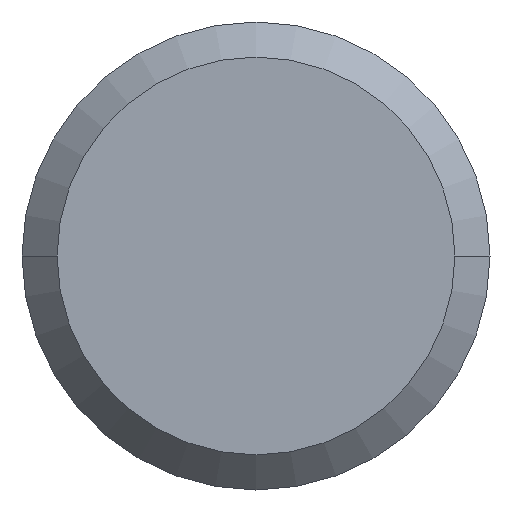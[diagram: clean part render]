
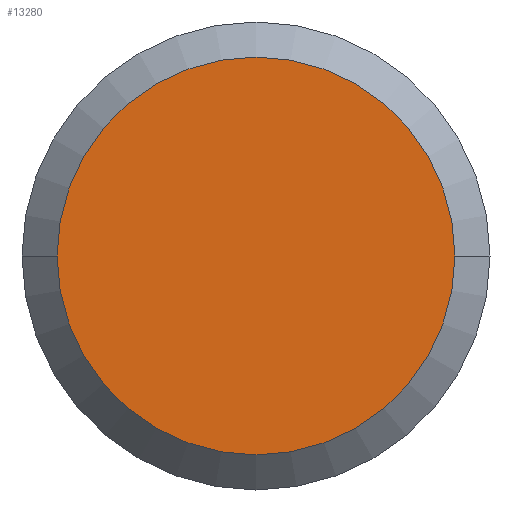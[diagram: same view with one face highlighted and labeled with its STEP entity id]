
A CAD part, front view. The second image highlights one B-rep face of the part: STEP entity #13280.
In plain terms, the highlighted planar face has unit normal (0, -1, 0).
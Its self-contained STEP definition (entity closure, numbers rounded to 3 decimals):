
#13080=CARTESIAN_POINT('',(62.626,-5878.908,0.));
#13090=DIRECTION('',(-0.,-1.,-0.));
#13100=DIRECTION('',(-1.,0.,0.));
#13110=AXIS2_PLACEMENT_3D('',#13080,#13090,#13100);
#13120=PLANE('',#13110);
#13130=CARTESIAN_POINT('',(51.026,-5878.908,0.));
#13140=DIRECTION('',(0.,1.,0.));
#13150=DIRECTION('',(1.,0.,0.));
#13160=AXIS2_PLACEMENT_3D('',#13130,#13140,#13150);
#13170=CIRCLE('',#13160,17.);
#13180=CARTESIAN_POINT('',(68.026,-5878.908,0.));
#13190=VERTEX_POINT('',#13180);
#13200=CARTESIAN_POINT('',(34.026,-5878.908,0.))
;
#13210=VERTEX_POINT('',#13200);
#13220=EDGE_CURVE('',#13190,#13210,#13170,.T.);
#13230=ORIENTED_EDGE('',*,*,#13220,.F.);
#13240=EDGE_CURVE('',#13210,#13190,#13170,.T.);
#13250=ORIENTED_EDGE('',*,*,#13240,.F.);
#13260=EDGE_LOOP('',(#13250,#13230));
#13270=FACE_OUTER_BOUND('',#13260,.T.);
#13280=ADVANCED_FACE('',(#13270),#13120,.T.);
